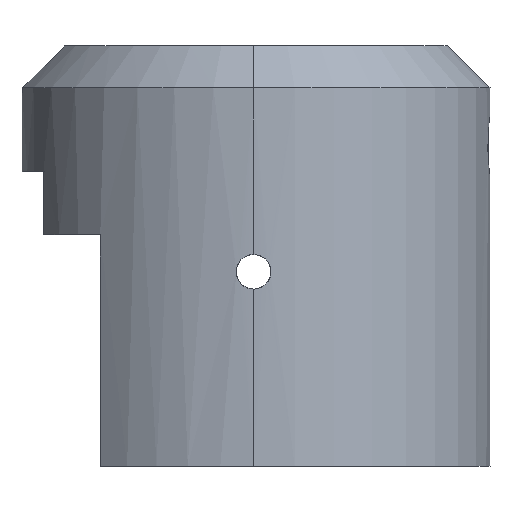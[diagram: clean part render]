
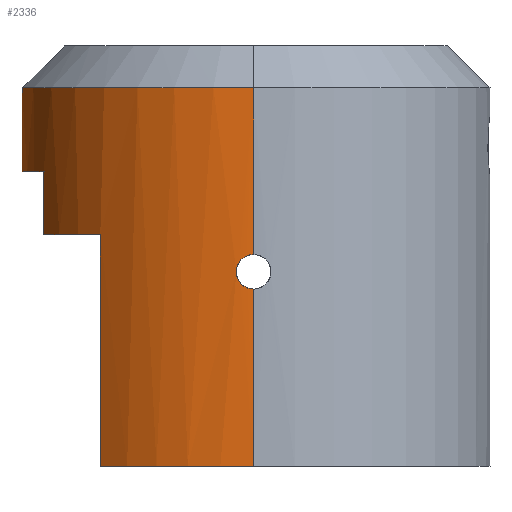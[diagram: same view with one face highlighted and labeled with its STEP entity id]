
A CAD part, left-side view. The second image highlights one B-rep face of the part: STEP entity #2336.
In plain terms, the highlighted cylindrical face has radius 22.5 mm (diameter 45 mm), a partial arc.
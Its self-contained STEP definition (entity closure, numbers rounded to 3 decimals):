
#394 = DIRECTION ( 'NONE',  ( 0., 0., -1. ) ) ;
#395 = VECTOR ( 'NONE', #394, 1000. ) ;
#405 = CARTESIAN_POINT ( 'NONE',  ( -22.5, 0., 40. ) ) ;
#406 = LINE ( 'NONE', #405, #395 ) ;
#699 = VECTOR ( 'NONE', #702, 1000. ) ;
#700 = CARTESIAN_POINT ( 'NONE',  ( -22.5, 0., 40. ) ) ;
#701 = LINE ( 'NONE', #700, #699 ) ;
#702 = DIRECTION ( 'NONE',  ( 0., 0., -1. ) ) ;
#706 = CARTESIAN_POINT ( 'NONE',  ( -22.5, 0., 0. ) ) ;
#1279 = CIRCLE ( 'NONE', #1306, 22.5 ) ;
#1303 = DIRECTION ( 'NONE',  ( 1., 0., 0. ) ) ;
#1304 = DIRECTION ( 'NONE',  ( 0., 0., -1. ) ) ;
#1305 = CARTESIAN_POINT ( 'NONE',  ( 0., 0., 28. ) ) ;
#1306 = AXIS2_PLACEMENT_3D ( 'NONE', #1305, #1304, #1303 ) ;
#1328 = CARTESIAN_POINT ( 'NONE',  ( -10.3, 20.004, 28. ) ) ;
#1374 = CARTESIAN_POINT ( 'NONE',  ( -10.3, 20.004, 22. ) ) ;
#1384 = CIRCLE ( 'NONE', #1393, 22.5 ) ;
#1393 = AXIS2_PLACEMENT_3D ( 'NONE', #1400, #1399, #1394 ) ;
#1394 = DIRECTION ( 'NONE',  ( 1., 0., 0. ) ) ;
#1399 = DIRECTION ( 'NONE',  ( 0., 0., -1. ) ) ;
#1400 = CARTESIAN_POINT ( 'NONE',  ( 0., 0., 22. ) ) ;
#1401 = CARTESIAN_POINT ( 'NONE',  ( -17.124, 14.595, 22. ) ) ;
#1410 = CARTESIAN_POINT ( 'NONE',  ( -4.5, 22.045, 28. ) ) ;
#1577 = DIRECTION ( 'NONE',  ( 1., 0., 0. ) ) ;
#1580 = DIRECTION ( 'NONE',  ( 0., 0., -1. ) ) ;
#1584 = CARTESIAN_POINT ( 'NONE',  ( -4.5, 22.045, 40. ) ) ;
#1589 = LINE ( 'NONE', #1584, #1620 ) ;
#1591 = DIRECTION ( 'NONE',  ( 0., 0., -1. ) ) ;
#1592 = CARTESIAN_POINT ( 'NONE',  ( 0., 0., 36. ) ) ;
#1596 = CARTESIAN_POINT ( 'NONE',  ( -4.5, 22.045, 36. ) ) ;
#1597 = AXIS2_PLACEMENT_3D ( 'NONE', #1592, #1591, #1577 ) ;
#1604 = CIRCLE ( 'NONE', #1597, 22.5 ) ;
#1620 = VECTOR ( 'NONE', #1580, 1000. ) ;
#1773 = VERTEX_POINT ( 'NONE', #2627 ) ;
#1780 = VERTEX_POINT ( 'NONE', #2619 ) ;
#1781 = VERTEX_POINT ( 'NONE', #2618 ) ;
#1926 = EDGE_CURVE ( 'NONE', #1773, #1780, #701, .T. ) ;
#1929 = EDGE_CURVE ( 'NONE', #1781, #1930, #406, .T. ) ;
#1930 = VERTEX_POINT ( 'NONE', #706 ) ;
#2117 = EDGE_CURVE ( 'NONE', #2153, #2179, #1279, .T. ) ;
#2153 = VERTEX_POINT ( 'NONE', #1328 ) ;
#2158 = VERTEX_POINT ( 'NONE', #1374 ) ;
#2163 = EDGE_CURVE ( 'NONE', #2164, #2158, #1384, .T. ) ;
#2164 = VERTEX_POINT ( 'NONE', #1401 ) ;
#2179 = VERTEX_POINT ( 'NONE', #1410 ) ;
#2275 = EDGE_LOOP ( 'NONE', ( #2276, #2280, #2278, #2348, #2349, #2338, #2339, #2359, #2361, #2362 ) ) ;
#2276 = ORIENTED_EDGE ( 'NONE', *, *, #1926, .F. ) ;
#2278 = ORIENTED_EDGE ( 'NONE', *, *, #2279, .T. ) ;
#2279 = EDGE_CURVE ( 'NONE', #2282, #2179, #1589, .T. ) ;
#2280 = ORIENTED_EDGE ( 'NONE', *, *, #2281, .T. ) ;
#2281 = EDGE_CURVE ( 'NONE', #1773, #2282, #1604, .T. ) ;
#2282 = VERTEX_POINT ( 'NONE', #1596 ) ;
#2336 = ADVANCED_FACE ( 'NONE', ( #3363 ), #3362, .T. ) ;
#2338 = ORIENTED_EDGE ( 'NONE', *, *, #2163, .F. ) ;
#2339 = ORIENTED_EDGE ( 'NONE', *, *, #2340, .T. ) ;
#2340 = EDGE_CURVE ( 'NONE', #2164, #2341, #3419, .T. ) ;
#2341 = VERTEX_POINT ( 'NONE', #3415 ) ;
#2348 = ORIENTED_EDGE ( 'NONE', *, *, #2117, .F. ) ;
#2349 = ORIENTED_EDGE ( 'NONE', *, *, #2350, .T. ) ;
#2350 = EDGE_CURVE ( 'NONE', #2153, #2158, #3403, .T. ) ;
#2359 = ORIENTED_EDGE ( 'NONE', *, *, #2360, .T. ) ;
#2360 = EDGE_CURVE ( 'NONE', #2341, #1930, #3454, .T. ) ;
#2361 = ORIENTED_EDGE ( 'NONE', *, *, #1929, .F. ) ;
#2362 = ORIENTED_EDGE ( 'NONE', *, *, #2363, .T. ) ;
#2363 = EDGE_CURVE ( 'NONE', #1781, #1780, #3449, .T. ) ;
#2618 = CARTESIAN_POINT ( 'NONE',  ( -22.5, 0., 16.85 ) ) ;
#2619 = CARTESIAN_POINT ( 'NONE',  ( -22.5, 0., 20.15 ) ) ;
#2627 = CARTESIAN_POINT ( 'NONE',  ( -22.5, 0., 36. ) ) ;
#3358 = DIRECTION ( 'NONE',  ( -1., 0., 0. ) ) ;
#3359 = DIRECTION ( 'NONE',  ( 0., 0., -1. ) ) ;
#3360 = CARTESIAN_POINT ( 'NONE',  ( 0., 0., 40. ) ) ;
#3361 = AXIS2_PLACEMENT_3D ( 'NONE', #3360, #3359, #3358 ) ;
#3362 = CYLINDRICAL_SURFACE ( 'NONE', #3361, 22.5 ) ;
#3363 = FACE_OUTER_BOUND ( 'NONE', #2275, .T. ) ;
#3400 = DIRECTION ( 'NONE',  ( 0., 0., -1. ) ) ;
#3401 = VECTOR ( 'NONE', #3400, 1000. ) ;
#3402 = CARTESIAN_POINT ( 'NONE',  ( -10.3, 20.004, 49.8 ) ) ;
#3403 = LINE ( 'NONE', #3402, #3401 ) ;
#3415 = CARTESIAN_POINT ( 'NONE',  ( -17.124, 14.595, 0. ) ) ;
#3416 = DIRECTION ( 'NONE',  ( 0., 0., -1. ) ) ;
#3417 = VECTOR ( 'NONE', #3416, 1000. ) ;
#3418 = CARTESIAN_POINT ( 'NONE',  ( -17.124, 14.595, 75.822 ) ) ;
#3419 = LINE ( 'NONE', #3418, #3417 ) ;
#3422 = CARTESIAN_POINT ( 'NONE',  ( -22.445, 1.566, 19.031 ) ) ;
#3423 = CARTESIAN_POINT ( 'NONE',  ( -22.443, 1.597, 18.928 ) ) ;
#3424 = CARTESIAN_POINT ( 'NONE',  ( -22.44, 1.639, 18.716 ) ) ;
#3425 = CARTESIAN_POINT ( 'NONE',  ( -22.439, 1.65, 18.607 ) ) ;
#3426 = CARTESIAN_POINT ( 'NONE',  ( -22.439, 1.65, 18.284 ) ) ;
#3427 = CARTESIAN_POINT ( 'NONE',  ( -22.443, 1.607, 18.067 ) ) ;
#3428 = CARTESIAN_POINT ( 'NONE',  ( -22.454, 1.442, 17.67 ) ) ;
#3429 = CARTESIAN_POINT ( 'NONE',  ( -22.462, 1.319, 17.486 ) ) ;
#3430 = CARTESIAN_POINT ( 'NONE',  ( -22.474, 1.091, 17.257 ) ) ;
#3431 = CARTESIAN_POINT ( 'NONE',  ( -22.478, 1.006, 17.188 ) ) ;
#3432 = CARTESIAN_POINT ( 'NONE',  ( -22.485, 0.827, 17.068 ) ) ;
#3443 = CARTESIAN_POINT ( 'NONE',  ( -22.488, 0.732, 17.017 ) ) ;
#3444 = CARTESIAN_POINT ( 'NONE',  ( -22.494, 0.532, 16.934 ) ) ;
#3445 = CARTESIAN_POINT ( 'NONE',  ( -22.496, 0.427, 16.903 ) ) ;
#3446 = CARTESIAN_POINT ( 'NONE',  ( -22.499, 0.216, 16.861 ) ) ;
#3447 = CARTESIAN_POINT ( 'NONE',  ( -22.5, 0.109, 16.85 ) ) ;
#3448 = CARTESIAN_POINT ( 'NONE',  ( -22.5, 0., 16.85 ) ) ;
#3449 = B_SPLINE_CURVE_WITH_KNOTS ( 'NONE', 3,
 ( #3448, #3447, #3446, #3445, #3444, #3443, #3432, #3431, #3430, #3429, #3428, #3427, #3426, #3425, #3424, #3423, #3422, #3492, #3491, #3490, #3489, #3488, #3487, #3486, #3485, #3484, #3483, #3482, #3481, #3480 ),
 .UNSPECIFIED., .F., .F.,
 ( 4, 2, 2, 2, 2, 2, 2, 2, 2, 2, 2, 2, 2, 2, 4 ),
 ( 0., 0., 0.001, 0.001, 0.001, 0.002, 0.003, 0.003, 0.003, 0.004, 0.004, 0.004, 0.005, 0.005, 0.005 ),
 .UNSPECIFIED. ) ;
#3450 = DIRECTION ( 'NONE',  ( 1., 0., 0. ) ) ;
#3451 = DIRECTION ( 'NONE',  ( 0., 0., 1. ) ) ;
#3452 = CARTESIAN_POINT ( 'NONE',  ( 0., 0., 0. ) ) ;
#3453 = AXIS2_PLACEMENT_3D ( 'NONE', #3452, #3451, #3450 ) ;
#3454 = CIRCLE ( 'NONE', #3453, 22.5 ) ;
#3480 = CARTESIAN_POINT ( 'NONE',  ( -22.5, 0., 20.15 ) ) ;
#3481 = CARTESIAN_POINT ( 'NONE',  ( -22.5, 0.108, 20.15 ) ) ;
#3482 = CARTESIAN_POINT ( 'NONE',  ( -22.499, 0.217, 20.139 ) ) ;
#3483 = CARTESIAN_POINT ( 'NONE',  ( -22.496, 0.429, 20.097 ) ) ;
#3484 = CARTESIAN_POINT ( 'NONE',  ( -22.494, 0.531, 20.066 ) ) ;
#3485 = CARTESIAN_POINT ( 'NONE',  ( -22.488, 0.731, 19.983 ) ) ;
#3486 = CARTESIAN_POINT ( 'NONE',  ( -22.485, 0.828, 19.931 ) ) ;
#3487 = CARTESIAN_POINT ( 'NONE',  ( -22.478, 1.007, 19.812 ) ) ;
#3488 = CARTESIAN_POINT ( 'NONE',  ( -22.474, 1.09, 19.744 ) ) ;
#3489 = CARTESIAN_POINT ( 'NONE',  ( -22.466, 1.244, 19.589 ) ) ;
#3490 = CARTESIAN_POINT ( 'NONE',  ( -22.462, 1.312, 19.506 ) ) ;
#3491 = CARTESIAN_POINT ( 'NONE',  ( -22.454, 1.432, 19.327 ) ) ;
#3492 = CARTESIAN_POINT ( 'NONE',  ( -22.451, 1.483, 19.231 ) ) ;
